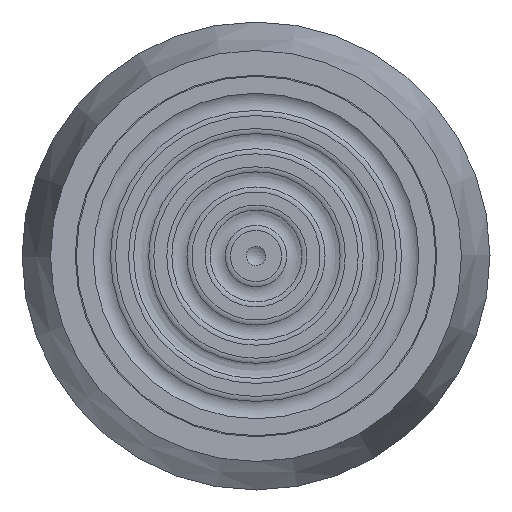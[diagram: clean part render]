
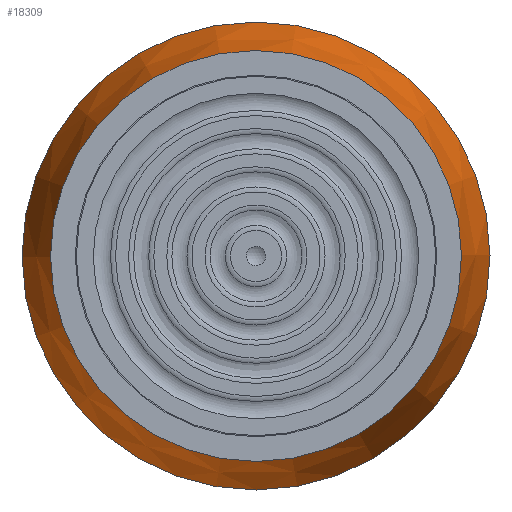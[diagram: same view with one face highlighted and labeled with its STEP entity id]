
A CAD part, left-side view. The second image highlights one B-rep face of the part: STEP entity #18309.
In plain terms, the highlighted conical face has half-angle 15 degrees and reference radius 20.66 mm.
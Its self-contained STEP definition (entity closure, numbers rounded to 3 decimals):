
#1098=CONICAL_SURFACE('',#19262,20.66,0.262);
#2103=FACE_OUTER_BOUND('',#3189,.T.);
#3189=EDGE_LOOP('',(#17089,#17090,#17091,#17092));
#3546=CIRCLE('',#19236,19.321);
#3555=CIRCLE('',#19263,22.);
#5900=LINE('',#62376,#6928);
#6928=VECTOR('',#22023,20.66);
#8752=VERTEX_POINT('',#58318);
#8783=VERTEX_POINT('',#62374);
#11504=EDGE_CURVE('',#8752,#8752,#3546,.T.);
#11555=EDGE_CURVE('',#8783,#8783,#3555,.T.);
#11556=EDGE_CURVE('',#8783,#8752,#5900,.T.);
#17089=ORIENTED_EDGE('',*,*,#11555,.F.);
#17090=ORIENTED_EDGE('',*,*,#11556,.T.);
#17091=ORIENTED_EDGE('',*,*,#11504,.T.);
#17092=ORIENTED_EDGE('',*,*,#11556,.F.);
#18309=ADVANCED_FACE('',(#2103),#1098,.T.);
#19236=AXIS2_PLACEMENT_3D('',#58319,#21946,#21947);
#19262=AXIS2_PLACEMENT_3D('',#62373,#22019,#22020);
#19263=AXIS2_PLACEMENT_3D('',#62375,#22021,#22022);
#21946=DIRECTION('center_axis',(1.,0.,0.));
#21947=DIRECTION('ref_axis',(0.,0.,-1.));
#22019=DIRECTION('center_axis',(1.,0.,0.));
#22020=DIRECTION('ref_axis',(0.,1.,0.));
#22021=DIRECTION('center_axis',(1.,0.,0.));
#22022=DIRECTION('ref_axis',(0.,0.,-1.));
#22023=DIRECTION('',(-0.966,0.259,0.));
#58318=CARTESIAN_POINT('',(-38.,-19.321,0.));
#58319=CARTESIAN_POINT('Origin',(-38.,0.,0.));
#62373=CARTESIAN_POINT('Origin',(-33.,0.,0.));
#62374=CARTESIAN_POINT('',(-28.,-22.,0.));
#62375=CARTESIAN_POINT('Origin',(-28.,0.,0.));
#62376=CARTESIAN_POINT('',(-33.,-20.66,0.));
